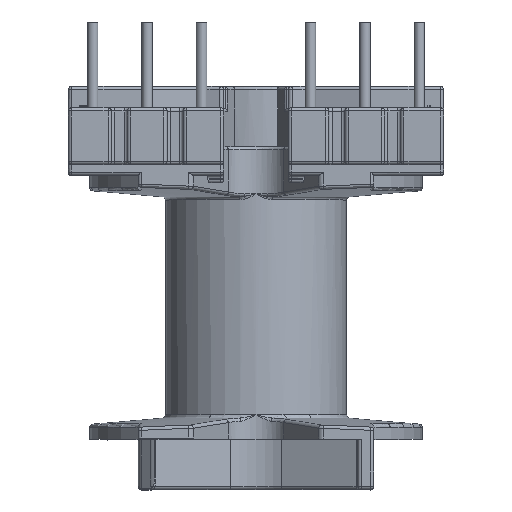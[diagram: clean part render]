
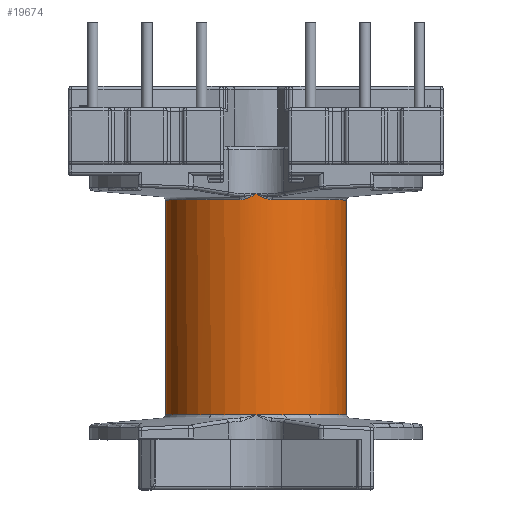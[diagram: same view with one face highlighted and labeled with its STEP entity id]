
A CAD part, top view. The second image highlights one B-rep face of the part: STEP entity #19674.
In plain terms, the highlighted cylindrical face has radius 8.45 mm (diameter 16.9 mm), a partial arc.
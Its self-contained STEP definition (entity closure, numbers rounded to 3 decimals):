
#1771=CARTESIAN_POINT('',(0.,10.024,0.));
#1772=DIRECTION('',(0.,1.,0.));
#1773=DIRECTION('',(-1.,0.,0.));
#1774=AXIS2_PLACEMENT_3D('',#1771,#1772,#1773);
#1809=CARTESIAN_POINT('',(-1.537,10.024,8.309));
#1810=CARTESIAN_POINT('',(-1.485,10.024,8.319));
#1811=CARTESIAN_POINT('',(-1.374,10.03,8.338));
#1812=CARTESIAN_POINT('',(-1.191,10.06,8.366));
#1813=CARTESIAN_POINT('',(-1.058,10.095,8.384));
#1814=CARTESIAN_POINT('',(-0.989,10.116,
8.392));
#1830=CARTESIAN_POINT('',(-0.989,10.116,
8.392));
#1831=CARTESIAN_POINT('',(-0.893,10.146,
8.403));
#1832=CARTESIAN_POINT('',(-0.691,10.221,
8.424));
#1833=CARTESIAN_POINT('',(-0.362,10.377,
8.445));
#1834=CARTESIAN_POINT('',(-0.124,10.506,
8.45));
#1835=CARTESIAN_POINT('',(0.,10.576,
8.45));
#1985=CARTESIAN_POINT('',(0.,10.024,0.));
#1986=DIRECTION('',(0.,1.,0.));
#1987=DIRECTION('',(0.182,0.,0.983));
#1988=AXIS2_PLACEMENT_3D('',#1985,#1986,#1987);
#1998=CARTESIAN_POINT('',(0.989,10.116,8.392));
#1999=CARTESIAN_POINT('',(1.058,10.095,8.384));
#2000=CARTESIAN_POINT('',(1.191,10.06,8.366));
#2001=CARTESIAN_POINT('',(1.374,10.03,8.338));
#2002=CARTESIAN_POINT('',(1.485,10.024,8.319));
#2003=CARTESIAN_POINT('',(1.537,10.024,8.309));
#2005=DIRECTION('',(0.,1.,0.));
#2006=VECTOR('',#2005,20.049);
#2007=CARTESIAN_POINT('',(8.45,-10.024,0.));
#2008=LINE('',#2007,#2006);
#2009=DIRECTION('',(0.,-1.,0.));
#2010=VECTOR('',#2009,20.049);
#2011=CARTESIAN_POINT('',(-8.45,10.024,0.));
#2012=LINE('',#2011,#2010);
#2051=CARTESIAN_POINT('',(0.,-10.024,0.));
#2052=DIRECTION('',(0.,-1.,0.));
#2053=DIRECTION('',(0.,0.,1.));
#2054=AXIS2_PLACEMENT_3D('',#2051,#2052,#2053);
#3588=CARTESIAN_POINT('',(0.,-10.024,8.45));
#3927=CARTESIAN_POINT('',(0.,-10.024,0.));
#3928=DIRECTION('',(0.,-1.,0.));
#3929=DIRECTION('',(0.709,0.,0.705));
#3930=AXIS2_PLACEMENT_3D('',#3927,#3928,#3929);
#3932=CARTESIAN_POINT('',(0.,-10.024,0.));
#3933=DIRECTION('',(0.,-1.,0.));
#3934=DIRECTION('',(1.,0.,0.));
#3935=AXIS2_PLACEMENT_3D('',#3932,#3933,#3934);
#12410=CARTESIAN_POINT('',(0.,10.576,
8.45));
#12411=CARTESIAN_POINT('',(0.158,10.487,
8.45));
#12412=CARTESIAN_POINT('',(0.476,10.314,
8.441));
#12413=CARTESIAN_POINT('',(0.813,10.171,
8.413));
#12414=CARTESIAN_POINT('',(0.989,10.116,
8.392));
#12898=CARTESIAN_POINT('',(8.45,-10.024,0.));
#12900=VERTEX_POINT('',#12898);
#12901=CARTESIAN_POINT('',(8.45,10.024,0.));
#12902=VERTEX_POINT('',#12901);
#12907=CARTESIAN_POINT('',(-8.45,10.024,0.));
#12909=VERTEX_POINT('',#12907);
#12910=CARTESIAN_POINT('',(-8.45,-10.024,0.));
#12911=VERTEX_POINT('',#12910);
#12921=VERTEX_POINT('',#3588);
#12922=CARTESIAN_POINT('',(5.991,-10.024,
5.959));
#12923=VERTEX_POINT('',#12922);
#12941=CARTESIAN_POINT('',(-1.537,10.024,
8.309));
#12942=VERTEX_POINT('',#12941);
#12943=VERTEX_POINT('',#1814);
#12944=VERTEX_POINT('',#1835);
#12945=VERTEX_POINT('',#12414);
#12946=VERTEX_POINT('',#2003);
#19650=CARTESIAN_POINT('',(0.,-13.53,0.));
#19651=DIRECTION('',(0.,-1.,0.));
#19652=DIRECTION('',(-1.,0.,0.));
#19653=AXIS2_PLACEMENT_3D('',#19650,#19651,#19652);
#19654=CYLINDRICAL_SURFACE('',#19653,8.45);
#19656=ORIENTED_EDGE('',*,*,#19655,.F.);
#19658=ORIENTED_EDGE('',*,*,#19657,.T.);
#19660=ORIENTED_EDGE('',*,*,#19659,.T.);
#19662=ORIENTED_EDGE('',*,*,#19661,.T.);
#19664=ORIENTED_EDGE('',*,*,#19663,.F.);
#19665=ORIENTED_EDGE('',*,*,#19137,.T.);
#19666=ORIENTED_EDGE('',*,*,#19191,.T.);
#19667=ORIENTED_EDGE('',*,*,#19237,.T.);
#19669=ORIENTED_EDGE('',*,*,#19668,.T.);
#19670=ORIENTED_EDGE('',*,*,#19635,.T.);
#19671=ORIENTED_EDGE('',*,*,#19593,.T.);
#19672=EDGE_LOOP('',(#19656,#19658,#19660,#19662,#19664,#19665,#19666,#19667,
#19669,#19670,#19671));
#19673=FACE_OUTER_BOUND('',#19672,.F.);
#1775=CIRCLE('',#1774,8.45);
#1815=B_SPLINE_CURVE_WITH_KNOTS('',3,(#1809,#1810,#1811,#1812,#1813,#1814),
.UNSPECIFIED.,.F.,.F.,(4,1,1,4),(0.,0.333,0.667,1.),
.UNSPECIFIED.);
#1836=B_SPLINE_CURVE_WITH_KNOTS('',3,(#1830,#1831,#1832,#1833,#1834,#1835),
.UNSPECIFIED.,.F.,.F.,(4,1,1,4),(0.,0.333,0.667,1.),
.UNSPECIFIED.);
#1989=CIRCLE('',#1988,8.45);
#2004=B_SPLINE_CURVE_WITH_KNOTS('',3,(#1998,#1999,#2000,#2001,#2002,#2003),
.UNSPECIFIED.,.F.,.F.,(4,1,1,4),(0.,0.333,0.667,1.),
.UNSPECIFIED.);
#2055=CIRCLE('',#2054,8.45);
#3931=CIRCLE('',#3930,8.45);
#3936=CIRCLE('',#3935,8.45);
#12415=B_SPLINE_CURVE_WITH_KNOTS('',3,(#12410,#12411,#12412,#12413,#12414),
.UNSPECIFIED.,.F.,.F.,(4,1,4),(0.,0.5,1.),.UNSPECIFIED.);
#19137=EDGE_CURVE('',#12909,#12942,#1775,.T.);
#19191=EDGE_CURVE('',#12942,#12943,#1815,.T.);
#19237=EDGE_CURVE('',#12943,#12944,#1836,.T.);
#19593=EDGE_CURVE('',#12946,#12902,#1989,.T.);
#19635=EDGE_CURVE('',#12945,#12946,#2004,.T.);
#19655=EDGE_CURVE('',#12900,#12902,#2008,.T.);
#19657=EDGE_CURVE('',#12900,#12923,#3936,.T.);
#19659=EDGE_CURVE('',#12923,#12921,#3931,.T.);
#19661=EDGE_CURVE('',#12921,#12911,#2055,.T.);
#19663=EDGE_CURVE('',#12909,#12911,#2012,.T.);
#19668=EDGE_CURVE('',#12944,#12945,#12415,.T.);
#19674=ADVANCED_FACE('',(#19673),#19654,.T.);
